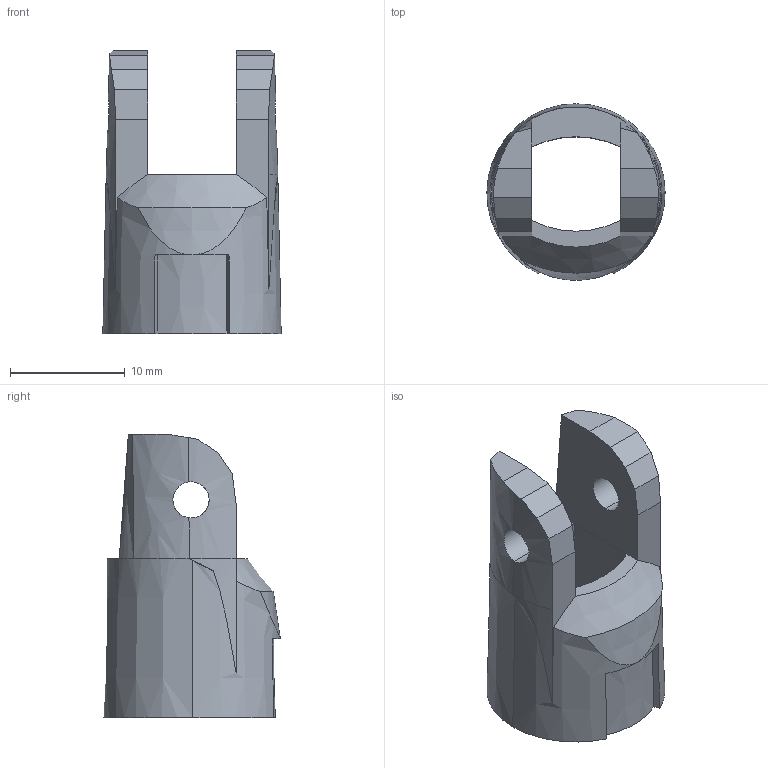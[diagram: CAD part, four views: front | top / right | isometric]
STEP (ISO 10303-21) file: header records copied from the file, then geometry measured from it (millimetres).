
FILE_DESCRIPTION (( 'STEP AP203' ), '1' );
FILE_NAME ('Ma³y_Finger4_Domyœlna_sldprt.STEP', '2020-06-09T22:46:33', ( '' ), ( '' ), 'SwSTEP 2.0', 'SolidWorks 2018', '' );
FILE_SCHEMA (( 'CONFIG_CONTROL_DESIGN' ));
Length unit declared in the file: millimetre
Products named in the file (1): Ma³y_Finger4_Domyœlna_sldprt
Bounding box: 15.55 x 15.41 x 24.7 mm (x, y, z)
Volume: 2082 mm3; surface area: 1809.4 mm2
Topology: 1 solids, 1 shells, 45 faces, 128 edges, 82 vertices
Faces by surface type: plane 22, cylinder 8, cone 8, bspline 7
Entity records: 1784 total; most frequent: CARTESIAN_POINT 605, ORIENTED_EDGE 256, DIRECTION 191, EDGE_CURVE 128, VERTEX_POINT 82, AXIS2_PLACEMENT_3D 64, LINE 63, VECTOR 63
